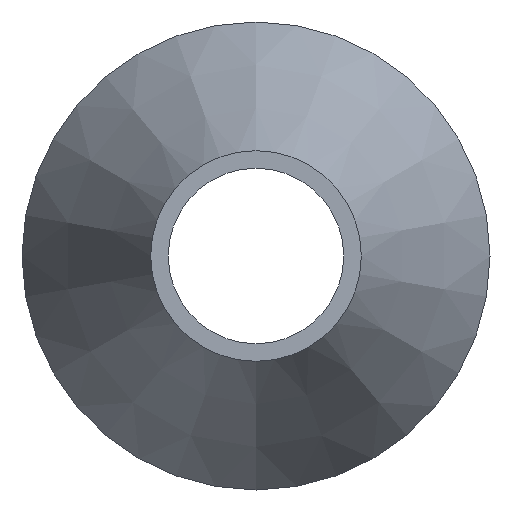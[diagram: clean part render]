
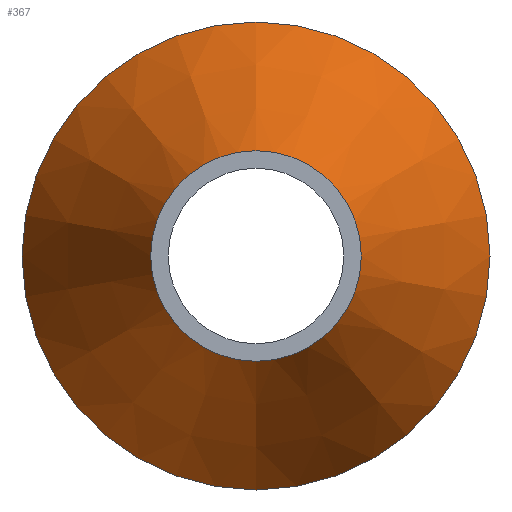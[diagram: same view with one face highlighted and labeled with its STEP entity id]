
A CAD part, front view. The second image highlights one B-rep face of the part: STEP entity #367.
In plain terms, the highlighted conical face has half-angle 26.775 degrees and reference radius 2 mm.
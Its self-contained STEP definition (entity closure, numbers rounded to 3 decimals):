
#236=CONICAL_SURFACE('',#422,2.,0.467);
#252=ORIENTED_EDGE('',*,*,#267,.F.);
#253=ORIENTED_EDGE('',*,*,#272,.T.);
#267=EDGE_CURVE('',#280,#280,#293,.T.);
#272=EDGE_CURVE('',#285,#285,#298,.T.);
#280=VERTEX_POINT('',#644);
#285=VERTEX_POINT('',#659);
#293=CIRCLE('',#411,0.9);
#298=CIRCLE('',#421,2.);
#317=EDGE_LOOP('',(#252));
#318=EDGE_LOOP('',(#253));
#343=FACE_BOUND('',#317,.T.);
#344=FACE_BOUND('',#318,.T.);
#367=ADVANCED_FACE('',(#343,#344),#236,.T.);
#411=AXIS2_PLACEMENT_3D('',#643,#491,#492);
#421=AXIS2_PLACEMENT_3D('',#658,#511,#512);
#422=AXIS2_PLACEMENT_3D('',#660,#513,#514);
#491=DIRECTION('',(0.,-1.,0.));
#492=DIRECTION('',(0.,0.,-1.));
#511=DIRECTION('',(0.,-1.,0.));
#512=DIRECTION('',(0.,0.,-1.));
#513=DIRECTION('',(0.,1.,0.));
#514=DIRECTION('',(0.,0.,1.));
#643=CARTESIAN_POINT('',(0.,8.,0.));
#644=CARTESIAN_POINT('',(0.,8.,-0.9));
#658=CARTESIAN_POINT('',(0.,10.18,0.));
#659=CARTESIAN_POINT('',(0.,10.18,-2.));
#660=CARTESIAN_POINT('',(0.,10.18,0.));
